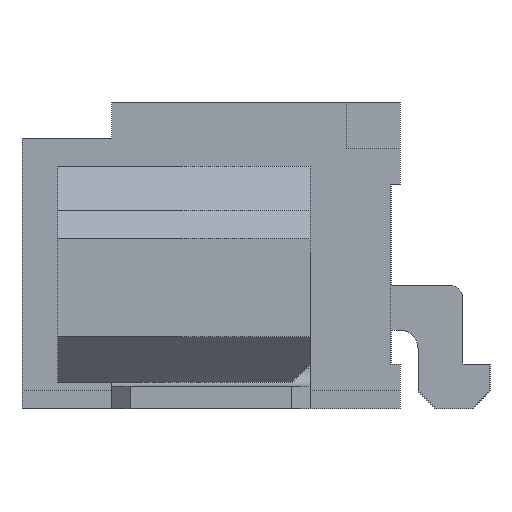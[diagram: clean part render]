
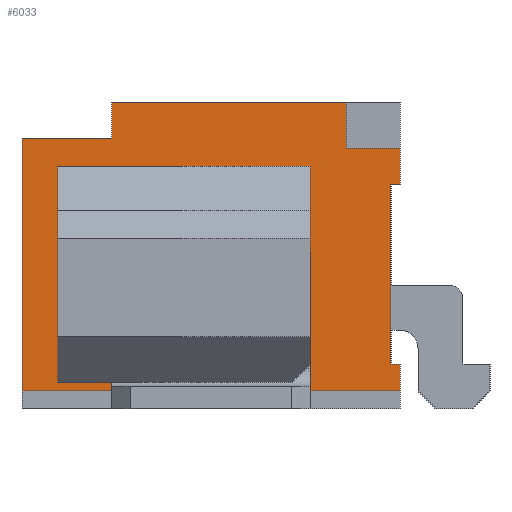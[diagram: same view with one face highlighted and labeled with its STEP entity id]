
A CAD part, left-side view. The second image highlights one B-rep face of the part: STEP entity #6033.
In plain terms, the highlighted planar face has unit normal (-1, 0, 0).
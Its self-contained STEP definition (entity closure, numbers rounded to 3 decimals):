
#105=DIRECTION('',(0.,0.,1.));
#106=VECTOR('',#105,0.3);
#107=CARTESIAN_POINT('',(-6.5,-3.225,-1.6));
#108=LINE('',#107,#106);
#237=DIRECTION('',(0.,0.,1.));
#238=VECTOR('',#237,0.4);
#239=CARTESIAN_POINT('',(-6.5,-3.225,0.7));
#240=LINE('',#239,#238);
#241=DIRECTION('',(0.,0.,1.));
#242=VECTOR('',#241,2.4);
#243=CARTESIAN_POINT('',(-6.5,-2.225,-1.5));
#244=LINE('',#243,#242);
#245=DIRECTION('',(0.,-1.,0.));
#246=VECTOR('',#245,2.8);
#247=CARTESIAN_POINT('',(-6.5,0.575,0.9));
#248=LINE('',#247,#246);
#249=DIRECTION('',(0.,0.,1.));
#250=VECTOR('',#249,2.4);
#251=CARTESIAN_POINT('',(-6.5,0.575,-1.5));
#252=LINE('',#251,#250);
#253=DIRECTION('',(0.,-1.,0.));
#254=VECTOR('',#253,2.8);
#255=CARTESIAN_POINT('',(-6.5,0.575,-1.5));
#256=LINE('',#255,#254);
#257=DIRECTION('',(0.,1.,0.));
#258=VECTOR('',#257,0.6);
#259=CARTESIAN_POINT('',(-6.5,-3.225,1.1));
#260=LINE('',#259,#258);
#261=DIRECTION('',(0.,1.,0.));
#262=VECTOR('',#261,0.1);
#263=CARTESIAN_POINT('',(-6.5,-3.225,0.7));
#264=LINE('',#263,#262);
#265=DIRECTION('',(0.,0.,1.));
#266=VECTOR('',#265,2.);
#267=CARTESIAN_POINT('',(-6.5,-3.125,-1.3));
#268=LINE('',#267,#266);
#269=DIRECTION('',(0.,1.,0.));
#270=VECTOR('',#269,0.1);
#271=CARTESIAN_POINT('',(-6.5,-3.225,-1.3));
#272=LINE('',#271,#270);
#273=DIRECTION('',(0.,-1.,0.));
#274=VECTOR('',#273,4.2);
#275=CARTESIAN_POINT('',(-6.5,0.975,-1.6));
#276=LINE('',#275,#274);
#277=DIRECTION('',(0.,0.,1.));
#278=VECTOR('',#277,2.8);
#279=CARTESIAN_POINT('',(-6.5,0.975,-1.6));
#280=LINE('',#279,#278);
#281=DIRECTION('',(0.,-1.,0.));
#282=VECTOR('',#281,1.);
#283=CARTESIAN_POINT('',(-6.5,0.975,1.2));
#284=LINE('',#283,#282);
#285=DIRECTION('',(0.,0.,-1.));
#286=VECTOR('',#285,0.4);
#287=CARTESIAN_POINT('',(-6.5,-0.025,1.6));
#288=LINE('',#287,#286);
#289=DIRECTION('',(0.,0.,-1.));
#290=VECTOR('',#289,0.5);
#291=CARTESIAN_POINT('',(-6.5,-2.625,1.6));
#292=LINE('',#291,#290);
#1290=DIRECTION('',(0.,-1.,0.));
#1291=VECTOR('',#1290,2.6);
#1292=CARTESIAN_POINT('',(-6.5,-0.025,1.6));
#1293=LINE('',#1292,#1291);
#4383=CARTESIAN_POINT('',(-6.5,-0.025,1.6));
#4385=VERTEX_POINT('',#4383);
#4395=CARTESIAN_POINT('',(-6.5,0.975,1.2));
#4396=CARTESIAN_POINT('',(-6.5,-0.025,1.2));
#4397=VERTEX_POINT('',#4395);
#4398=VERTEX_POINT('',#4396);
#4443=CARTESIAN_POINT('',(-6.5,-2.225,-1.5));
#4444=CARTESIAN_POINT('',(-6.5,-2.225,0.9));
#4445=VERTEX_POINT('',#4443);
#4446=VERTEX_POINT('',#4444);
#4447=CARTESIAN_POINT('',(-6.5,0.575,0.9));
#4448=VERTEX_POINT('',#4447);
#4449=CARTESIAN_POINT('',(-6.5,0.575,-1.5));
#4450=VERTEX_POINT('',#4449);
#4631=CARTESIAN_POINT('',(-6.5,-3.225,-1.3));
#4632=CARTESIAN_POINT('',(-6.5,-3.125,-1.3));
#4633=VERTEX_POINT('',#4631);
#4634=VERTEX_POINT('',#4632);
#4635=CARTESIAN_POINT('',(-6.5,-3.125,0.7));
#4636=VERTEX_POINT('',#4635);
#4637=CARTESIAN_POINT('',(-6.5,-3.225,0.7));
#4638=VERTEX_POINT('',#4637);
#4737=CARTESIAN_POINT('',(-6.5,-2.625,1.6));
#4738=VERTEX_POINT('',#4737);
#4739=CARTESIAN_POINT('',(-6.5,-3.225,1.1));
#4740=CARTESIAN_POINT('',(-6.5,-2.625,1.1));
#4741=VERTEX_POINT('',#4739);
#4742=VERTEX_POINT('',#4740);
#5115=CARTESIAN_POINT('',(-6.5,0.975,-1.6));
#5116=CARTESIAN_POINT('',(-6.5,-3.225,-1.6));
#5117=VERTEX_POINT('',#5115);
#5118=VERTEX_POINT('',#5116);
#5995=CARTESIAN_POINT('',(-6.5,0.975,-1.8));
#5996=DIRECTION('',(-1.,0.,0.));
#5997=DIRECTION('',(0.,-1.,0.));
#5998=AXIS2_PLACEMENT_3D('',#5995,#5996,#5997);
#5999=PLANE('',#5998);
#6001=ORIENTED_EDGE('',*,*,#6000,.F.);
#6002=ORIENTED_EDGE('',*,*,#5975,.F.);
#6004=ORIENTED_EDGE('',*,*,#6003,.T.);
#6006=ORIENTED_EDGE('',*,*,#6005,.F.);
#6007=ORIENTED_EDGE('',*,*,#5985,.F.);
#6008=ORIENTED_EDGE('',*,*,#5879,.F.);
#6010=ORIENTED_EDGE('',*,*,#6009,.F.);
#6012=ORIENTED_EDGE('',*,*,#6011,.T.);
#6014=ORIENTED_EDGE('',*,*,#6013,.T.);
#6016=ORIENTED_EDGE('',*,*,#6015,.F.);
#6018=ORIENTED_EDGE('',*,*,#6017,.T.);
#6020=ORIENTED_EDGE('',*,*,#6019,.T.);
#6021=EDGE_LOOP('',(#6001,#6002,#6004,#6006,#6007,#6008,#6010,#6012,#6014,#6016,
#6018,#6020));
#6022=FACE_OUTER_BOUND('',#6021,.F.);
#6024=ORIENTED_EDGE('',*,*,#6023,.T.);
#6026=ORIENTED_EDGE('',*,*,#6025,.F.);
#6028=ORIENTED_EDGE('',*,*,#6027,.F.);
#6030=ORIENTED_EDGE('',*,*,#6029,.T.);
#6031=EDGE_LOOP('',(#6024,#6026,#6028,#6030));
#6032=FACE_BOUND('',#6031,.F.);
#6033=ADVANCED_FACE('',(#6022,#6032),#5999,.T.);
#5879=EDGE_CURVE('',#5118,#4633,#108,.T.);
#5975=EDGE_CURVE('',#4638,#4741,#240,.T.);
#5985=EDGE_CURVE('',#4633,#4634,#272,.T.);
#6000=EDGE_CURVE('',#4741,#4742,#260,.T.);
#6003=EDGE_CURVE('',#4638,#4636,#264,.T.);
#6005=EDGE_CURVE('',#4634,#4636,#268,.T.);
#6009=EDGE_CURVE('',#5117,#5118,#276,.T.);
#6011=EDGE_CURVE('',#5117,#4397,#280,.T.);
#6013=EDGE_CURVE('',#4397,#4398,#284,.T.);
#6015=EDGE_CURVE('',#4385,#4398,#288,.T.);
#6017=EDGE_CURVE('',#4385,#4738,#1293,.T.);
#6019=EDGE_CURVE('',#4738,#4742,#292,.T.);
#6023=EDGE_CURVE('',#4445,#4446,#244,.T.);
#6025=EDGE_CURVE('',#4448,#4446,#248,.T.);
#6027=EDGE_CURVE('',#4450,#4448,#252,.T.);
#6029=EDGE_CURVE('',#4450,#4445,#256,.T.);
